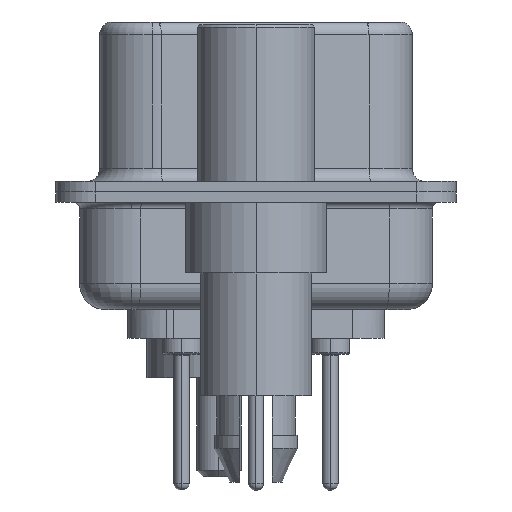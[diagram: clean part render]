
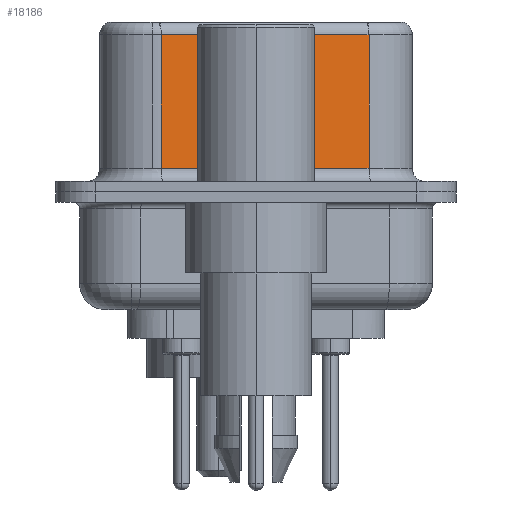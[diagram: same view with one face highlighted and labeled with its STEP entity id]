
A CAD part, left-side view. The second image highlights one B-rep face of the part: STEP entity #18186.
In plain terms, the highlighted planar face has unit normal (-0.985, -0.174, 0).
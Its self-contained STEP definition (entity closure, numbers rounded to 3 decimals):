
#435 = VECTOR ( 'NONE', #22668, 1000. ) ;
#2778 = VERTEX_POINT ( 'NONE', #4086 ) ;
#2951 = VECTOR ( 'NONE', #13313, 1000. ) ;
#3862 = LINE ( 'NONE', #14072, #13549 ) ;
#4086 = CARTESIAN_POINT ( 'NONE',  ( 5.132, -4.322, 6.02 ) ) ;
#5726 = CARTESIAN_POINT ( 'NONE',  ( 3.73, 3.628, 0.9 ) ) ;
#6017 = EDGE_CURVE ( 'NONE', #25612, #13568, #18794, .T. ) ;
#6554 = CARTESIAN_POINT ( 'NONE',  ( 5.132, -4.322, 6.52 ) ) ;
#9242 = CARTESIAN_POINT ( 'NONE',  ( 5.132, -4.322, 0.9 ) ) ;
#9291 = EDGE_CURVE ( 'NONE', #20530, #25612, #21406, .T. ) ;
#11894 = EDGE_CURVE ( 'NONE', #2778, #13568, #14035, .T. ) ;
#13200 = PLANE ( 'NONE',  #25432 ) ;
#13313 = DIRECTION ( 'NONE',  ( 0., 0., -1. ) ) ;
#13549 = VECTOR ( 'NONE', #27311, 1000. ) ;
#13568 = VERTEX_POINT ( 'NONE', #9242 ) ;
#14035 = LINE ( 'NONE', #26560, #2951 ) ;
#14072 = CARTESIAN_POINT ( 'NONE',  ( 5.132, -4.322, 6.02 ) ) ;
#15466 = DIRECTION ( 'NONE',  ( -0.174, 0.985, 0. ) ) ;
#15585 = VECTOR ( 'NONE', #16884, 1000. ) ;
#16884 = DIRECTION ( 'NONE',  ( 0., 0., -1. ) ) ;
#17341 = FACE_OUTER_BOUND ( 'NONE', #27227, .T. ) ;
#17521 = ORIENTED_EDGE ( 'NONE', *, *, #28721, .T. ) ;
#18186 = ADVANCED_FACE ( 'NONE', ( #17341 ), #13200, .F. ) ;
#18794 = LINE ( 'NONE', #22672, #435 ) ;
#20173 = ORIENTED_EDGE ( 'NONE', *, *, #6017, .T. ) ;
#20530 = VERTEX_POINT ( 'NONE', #23789 ) ;
#21406 = LINE ( 'NONE', #25646, #15585 ) ;
#22668 = DIRECTION ( 'NONE',  ( 0.174, -0.985, 0. ) ) ;
#22672 = CARTESIAN_POINT ( 'NONE',  ( 5.132, -4.322, 0.9 ) ) ;
#23789 = CARTESIAN_POINT ( 'NONE',  ( 3.73, 3.628, 6.02 ) ) ;
#23962 = ORIENTED_EDGE ( 'NONE', *, *, #11894, .F. ) ;
#25432 = AXIS2_PLACEMENT_3D ( 'NONE', #6554, #28708, #15466 ) ;
#25612 = VERTEX_POINT ( 'NONE', #5726 ) ;
#25646 = CARTESIAN_POINT ( 'NONE',  ( 3.73, 3.628, 6.52 ) ) ;
#26560 = CARTESIAN_POINT ( 'NONE',  ( 5.132, -4.322, 6.52 ) ) ;
#27227 = EDGE_LOOP ( 'NONE', ( #23962, #17521, #27914, #20173 ) ) ;
#27311 = DIRECTION ( 'NONE',  ( -0.174, 0.985, 0. ) ) ;
#27914 = ORIENTED_EDGE ( 'NONE', *, *, #9291, .T. ) ;
#28708 = DIRECTION ( 'NONE',  ( 0.985, 0.174, 0. ) ) ;
#28721 = EDGE_CURVE ( 'NONE', #2778, #20530, #3862, .T. ) ;
